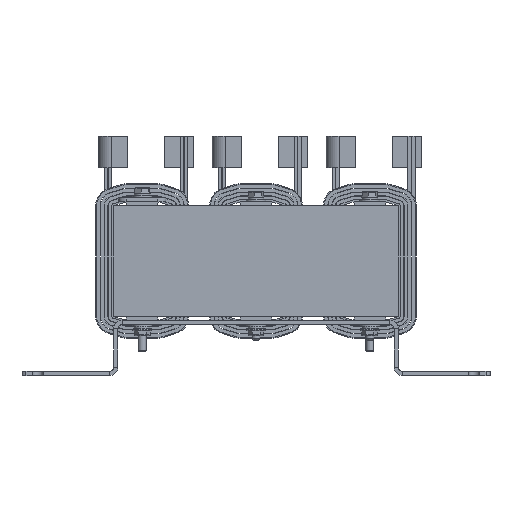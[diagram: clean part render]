
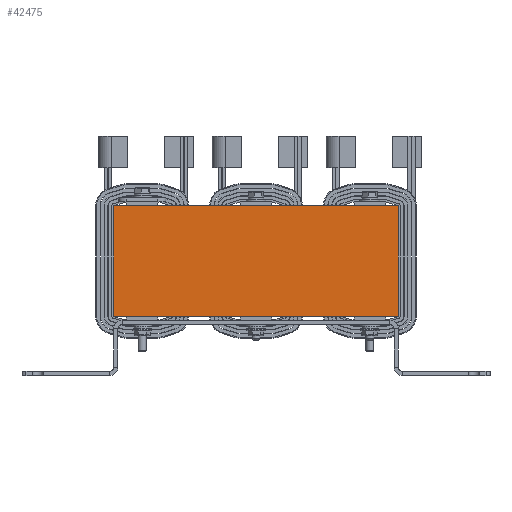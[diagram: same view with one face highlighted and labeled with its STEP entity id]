
A CAD part, front view. The second image highlights one B-rep face of the part: STEP entity #42475.
In plain terms, the highlighted planar face has unit normal (0, -1, 0).
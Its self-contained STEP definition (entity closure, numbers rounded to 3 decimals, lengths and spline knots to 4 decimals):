
#1051=PLANE('',#45303);
#2354=FACE_OUTER_BOUND('',#4714,.T.);
#4714=EDGE_LOOP('',(#28620,#28621,#28622,#28623));
#7243=LINE('',#61841,#11648);
#7248=LINE('',#61850,#11653);
#7252=LINE('',#61858,#11657);
#7253=LINE('',#61860,#11658);
#11648=VECTOR('',#49357,0.3937);
#11653=VECTOR('',#49364,0.3937);
#11657=VECTOR('',#49372,0.3937);
#11658=VECTOR('',#49375,0.3937);
#17800=VERTEX_POINT('',#61837);
#17802=VERTEX_POINT('',#61840);
#17804=VERTEX_POINT('',#61846);
#17807=VERTEX_POINT('',#61856);
#22109=EDGE_CURVE('',#17802,#17800,#7243,.T.);
#22114=EDGE_CURVE('',#17804,#17802,#7248,.T.);
#22118=EDGE_CURVE('',#17800,#17807,#7252,.T.);
#22119=EDGE_CURVE('',#17807,#17804,#7253,.T.);
#28620=ORIENTED_EDGE('',*,*,#22119,.T.);
#28621=ORIENTED_EDGE('',*,*,#22114,.T.);
#28622=ORIENTED_EDGE('',*,*,#22109,.T.);
#28623=ORIENTED_EDGE('',*,*,#22118,.T.);
#42475=ADVANCED_FACE('',(#2354),#1051,.T.);
#45303=AXIS2_PLACEMENT_3D('',#61859,#49373,#49374);
#49357=DIRECTION('',(1.,0.,0.));
#49364=DIRECTION('',(0.,0.,-1.));
#49372=DIRECTION('',(0.,0.,1.));
#49373=DIRECTION('center_axis',(0.,-1.,0.));
#49374=DIRECTION('ref_axis',(0.,0.,-1.));
#49375=DIRECTION('',(-1.,0.,0.));
#61837=CARTESIAN_POINT('',(7.7153,-0.9586,-1.75));
#61840=CARTESIAN_POINT('',(-1.2847,-0.9586,-1.75));
#61841=CARTESIAN_POINT('',(7.7153,-0.9586,-1.75));
#61846=CARTESIAN_POINT('',(-1.2847,-0.9586,1.75));
#61850=CARTESIAN_POINT('',(-1.2847,-0.9586,0.));
#61856=CARTESIAN_POINT('',(7.7153,-0.9586,1.75));
#61858=CARTESIAN_POINT('',(7.7153,-0.9586,0.));
#61859=CARTESIAN_POINT('Origin',(7.7153,-0.9586,0.));
#61860=CARTESIAN_POINT('',(7.7153,-0.9586,1.75));
